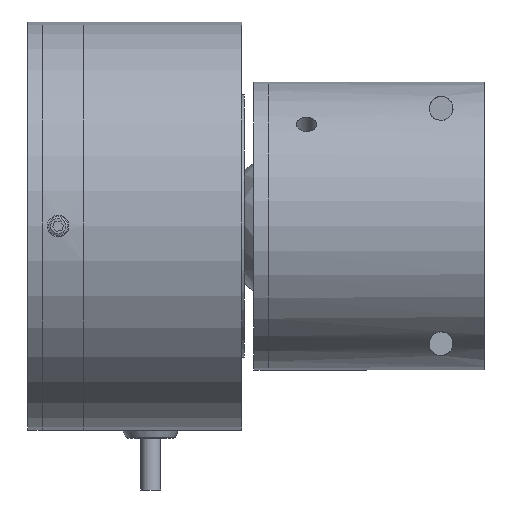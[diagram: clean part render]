
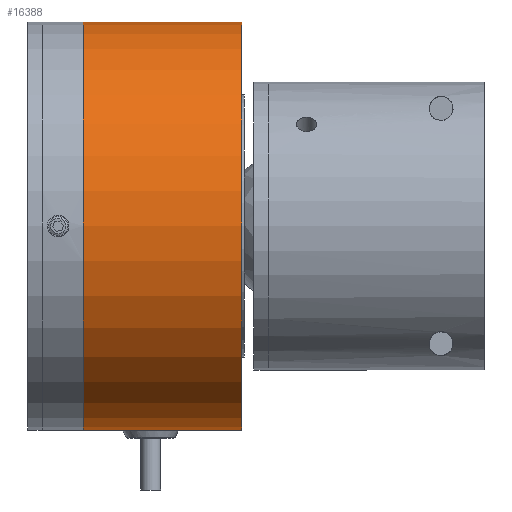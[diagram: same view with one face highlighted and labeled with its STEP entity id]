
A CAD part, front view. The second image highlights one B-rep face of the part: STEP entity #16388.
In plain terms, the highlighted cylindrical face has radius 42.5 mm (diameter 85 mm), a full revolution.
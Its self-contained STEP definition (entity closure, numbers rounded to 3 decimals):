
#1310 = EDGE_CURVE ( 'NONE', #18166, #12489, #6926, .T. ) ;
#1333 = DIRECTION ( 'NONE',  ( -1., 0., 0. ) ) ;
#1345 = DIRECTION ( 'NONE',  ( 0., -1., 0. ) ) ;
#1604 = ORIENTED_EDGE ( 'NONE', *, *, #6519, .T. ) ;
#2034 = FACE_OUTER_BOUND ( 'NONE', #15612, .T. ) ;
#2998 = VERTEX_POINT ( 'NONE', #10863 ) ;
#3203 = DIRECTION ( 'NONE',  ( 0., 0., 1. ) ) ;
#3919 = CARTESIAN_POINT ( 'NONE',  ( 32.5, 0., 0. ) ) ;
#4398 = CIRCLE ( 'NONE', #18263, 42.5 ) ;
#4526 = VECTOR ( 'NONE', #18741, 1000. ) ;
#4838 = CARTESIAN_POINT ( 'NONE',  ( 8.5, 41.5, -9.165 ) ) ;
#5286 = CARTESIAN_POINT ( 'NONE',  ( 41.5, 0., 42.5 ) ) ;
#5892 = DIRECTION ( 'NONE',  ( 0., 0., 1. ) ) ;
#5918 = ORIENTED_EDGE ( 'NONE', *, *, #1310, .T. ) ;
#6519 = EDGE_CURVE ( 'NONE', #11302, #2998, #4398, .T. ) ;
#6926 = CIRCLE ( 'NONE', #17372, 42.5 ) ;
#7049 = AXIS2_PLACEMENT_3D ( 'NONE', #16090, #1333, #17474 ) ;
#7755 = VECTOR ( 'NONE', #17713, 1000. ) ;
#8480 = CYLINDRICAL_SURFACE ( 'NONE', #13058, 42.5 ) ;
#9228 = EDGE_LOOP ( 'NONE', ( #19652 ) ) ;
#9737 = CARTESIAN_POINT ( 'NONE',  ( 8.5, 0., 0. ) ) ;
#9881 = ORIENTED_EDGE ( 'NONE', *, *, #12985, .T. ) ;
#9917 = AXIS2_PLACEMENT_3D ( 'NONE', #12515, #20356, #5892 ) ;
#9965 = EDGE_CURVE ( 'NONE', #2998, #18166, #18946, .T. ) ;
#10062 = CIRCLE ( 'NONE', #7049, 42.5 ) ;
#10353 = DIRECTION ( 'NONE',  ( 1., 0., 0. ) ) ;
#10519 = EDGE_LOOP ( 'NONE', ( #1604, #15712, #5918, #9881 ) ) ;
#10863 = CARTESIAN_POINT ( 'NONE',  ( 32.5, 41.5, 9.165 ) ) ;
#10935 = CIRCLE ( 'NONE', #9917, 42.5 ) ;
#11302 = VERTEX_POINT ( 'NONE', #12557 ) ;
#11429 = CARTESIAN_POINT ( 'NONE',  ( 12.5, 41.5, 9.165 ) ) ;
#12012 = VERTEX_POINT ( 'NONE', #5286 ) ;
#12029 = EDGE_CURVE ( 'NONE', #18455, #18455, #10062, .T. ) ;
#12265 = CARTESIAN_POINT ( 'NONE',  ( 8.5, 41.5, 9.165 ) ) ;
#12489 = VERTEX_POINT ( 'NONE', #13605 ) ;
#12515 = CARTESIAN_POINT ( 'NONE',  ( 41.5, 0., 0. ) ) ;
#12557 = CARTESIAN_POINT ( 'NONE',  ( 32.5, 41.5, -9.165 ) ) ;
#12727 = DIRECTION ( 'NONE',  ( -1., 0., 0. ) ) ;
#12985 = EDGE_CURVE ( 'NONE', #12489, #11302, #14630, .T. ) ;
#13058 = AXIS2_PLACEMENT_3D ( 'NONE', #9737, #16276, #3203 ) ;
#13301 = DIRECTION ( 'NONE',  ( 0., 0., -1. ) ) ;
#13605 = CARTESIAN_POINT ( 'NONE',  ( 12.5, 41.5, -9.165 ) ) ;
#13783 = CARTESIAN_POINT ( 'NONE',  ( 8.5, 0., 42.5 ) ) ;
#13784 = ORIENTED_EDGE ( 'NONE', *, *, #19990, .T. ) ;
#14200 = CARTESIAN_POINT ( 'NONE',  ( 12.5, 0., 0. ) ) ;
#14630 = LINE ( 'NONE', #4838, #7755 ) ;
#15612 = EDGE_LOOP ( 'NONE', ( #13784 ) ) ;
#15712 = ORIENTED_EDGE ( 'NONE', *, *, #9965, .T. ) ;
#16090 = CARTESIAN_POINT ( 'NONE',  ( 8.5, 0., 0. ) ) ;
#16276 = DIRECTION ( 'NONE',  ( -1., 0., 0. ) ) ;
#16388 = ADVANCED_FACE ( 'NONE', ( #16482, #19678, #2034 ), #8480, .T. ) ;
#16482 = FACE_BOUND ( 'NONE', #10519, .T. ) ;
#17372 = AXIS2_PLACEMENT_3D ( 'NONE', #14200, #12727, #1345 ) ;
#17474 = DIRECTION ( 'NONE',  ( 0., 0., 1. ) ) ;
#17713 = DIRECTION ( 'NONE',  ( 1., 0., 0. ) ) ;
#18166 = VERTEX_POINT ( 'NONE', #11429 ) ;
#18263 = AXIS2_PLACEMENT_3D ( 'NONE', #3919, #10353, #13301 ) ;
#18455 = VERTEX_POINT ( 'NONE', #13783 ) ;
#18741 = DIRECTION ( 'NONE',  ( -1., 0., 0. ) ) ;
#18946 = LINE ( 'NONE', #12265, #4526 ) ;
#19652 = ORIENTED_EDGE ( 'NONE', *, *, #12029, .F. ) ;
#19678 = FACE_OUTER_BOUND ( 'NONE', #9228, .T. ) ;
#19990 = EDGE_CURVE ( 'NONE', #12012, #12012, #10935, .T. ) ;
#20356 = DIRECTION ( 'NONE',  ( -1., 0., 0. ) ) ;
